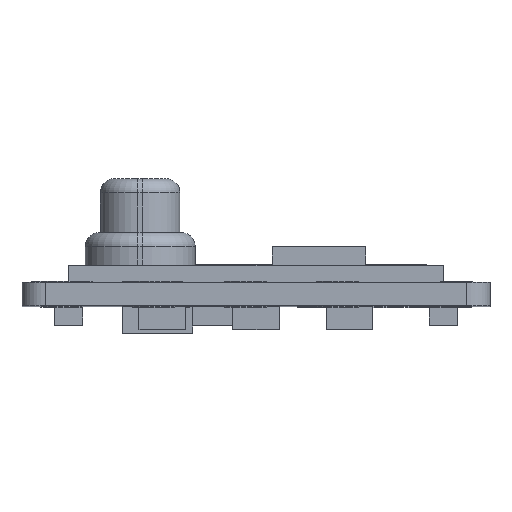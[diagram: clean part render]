
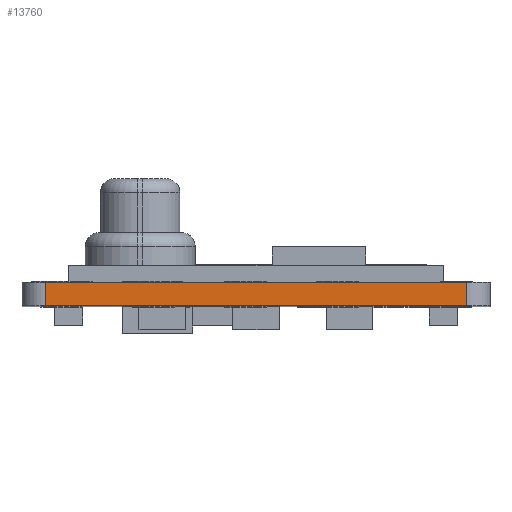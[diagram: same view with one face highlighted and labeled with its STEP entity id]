
A CAD part, top view. The second image highlights one B-rep face of the part: STEP entity #13760.
In plain terms, the highlighted planar face has unit normal (0, 0, 1).
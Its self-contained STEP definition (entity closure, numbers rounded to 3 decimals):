
#629=PLANE('',#14438);
#1252=FACE_OUTER_BOUND('',#2083,.T.);
#2083=EDGE_LOOP('',(#11053,#11054,#11055,#11056));
#2549=LINE('',#18666,#3827);
#3001=LINE('',#22684,#4279);
#3026=LINE('',#22804,#4304);
#3027=LINE('',#22806,#4305);
#3827=VECTOR('',#14883,10.);
#4279=VECTOR('',#15729,10.);
#4304=VECTOR('',#15878,10.);
#4305=VECTOR('',#15881,10.);
#5754=VERTEX_POINT('',#18656);
#5758=VERTEX_POINT('',#18664);
#6285=VERTEX_POINT('',#22680);
#6287=VERTEX_POINT('',#22683);
#7169=EDGE_CURVE('',#5758,#5754,#2549,.T.);
#7954=EDGE_CURVE('',#6285,#6287,#3001,.T.);
#8010=EDGE_CURVE('',#5754,#6285,#3026,.T.);
#8011=EDGE_CURVE('',#6287,#5758,#3027,.T.);
#11053=ORIENTED_EDGE('',*,*,#8010,.F.);
#11054=ORIENTED_EDGE('',*,*,#7169,.F.);
#11055=ORIENTED_EDGE('',*,*,#8011,.F.);
#11056=ORIENTED_EDGE('',*,*,#7954,.F.);
#13760=ADVANCED_FACE('',(#1252),#629,.T.);
#14438=AXIS2_PLACEMENT_3D('',#22805,#15879,#15880);
#14883=DIRECTION('',(-1.,0.,0.));
#15729=DIRECTION('',(1.,0.,0.));
#15878=DIRECTION('',(0.,1.,0.));
#15879=DIRECTION('center_axis',(0.,0.,1.));
#15880=DIRECTION('ref_axis',(1.,0.,0.));
#15881=DIRECTION('',(0.,-1.,0.));
#18656=CARTESIAN_POINT('',(-14.,0.,9.));
#18664=CARTESIAN_POINT('',(4.,0.,9.));
#18666=CARTESIAN_POINT('',(5.,0.,9.));
#22680=CARTESIAN_POINT('',(-14.,1.,9.));
#22683=CARTESIAN_POINT('',(4.,1.,9.));
#22684=CARTESIAN_POINT('',(5.,1.,9.));
#22804=CARTESIAN_POINT('',(-14.,0.,9.));
#22805=CARTESIAN_POINT('Origin',(-15.,0.,9.));
#22806=CARTESIAN_POINT('',(4.,0.,9.));
